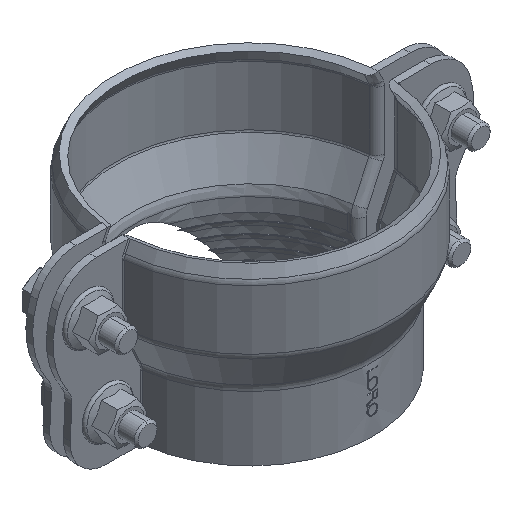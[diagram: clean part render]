
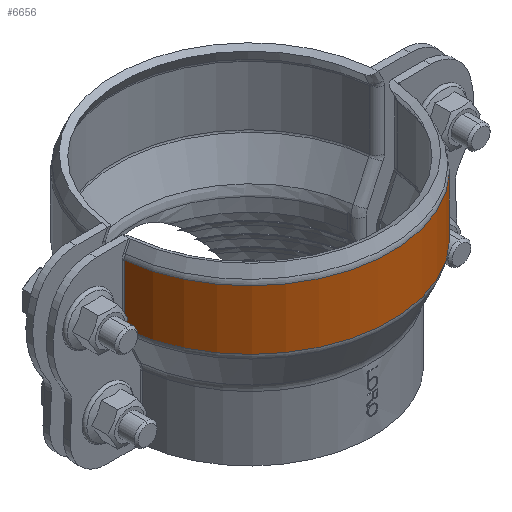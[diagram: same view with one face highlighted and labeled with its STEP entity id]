
A CAD part, isometric view. The second image highlights one B-rep face of the part: STEP entity #6656.
In plain terms, the highlighted cylindrical face has radius 620 mm (diameter 1240 mm), a partial arc.
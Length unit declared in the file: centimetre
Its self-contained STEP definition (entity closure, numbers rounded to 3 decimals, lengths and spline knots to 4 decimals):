
#582=FACE_OUTER_BOUND('',#997,.T.);
#997=EDGE_LOOP('',(#4697,#4698,#4699,#4700));
#1449=CIRCLE('',#7123,62.);
#1450=CIRCLE('',#7125,62.);
#1801=LINE('',#11169,#2081);
#1802=LINE('',#11246,#2082);
#2081=VECTOR('',#8002,1.);
#2082=VECTOR('',#8017,1.);
#2782=VERTEX_POINT('',#11153);
#2784=VERTEX_POINT('',#11165);
#2789=VERTEX_POINT('',#11237);
#2790=VERTEX_POINT('',#11244);
#3515=EDGE_CURVE('',#2782,#2784,#1801,.T.);
#3523=EDGE_CURVE('',#2789,#2784,#1449,.T.);
#3525=EDGE_CURVE('',#2790,#2782,#1450,.T.);
#3526=EDGE_CURVE('',#2789,#2790,#1802,.T.);
#4697=ORIENTED_EDGE('',*,*,#3515,.F.);
#4698=ORIENTED_EDGE('',*,*,#3525,.F.);
#4699=ORIENTED_EDGE('',*,*,#3526,.F.);
#4700=ORIENTED_EDGE('',*,*,#3523,.T.);
#6511=CYLINDRICAL_SURFACE('',#7124,62.);
#6656=ADVANCED_FACE('',(#582),#6511,.T.);
#7123=AXIS2_PLACEMENT_3D('',#11238,#8011,#8012);
#7124=AXIS2_PLACEMENT_3D('',#11243,#8013,#8014);
#7125=AXIS2_PLACEMENT_3D('',#11245,#8015,#8016);
#8002=DIRECTION('',(0.,0.,1.));
#8011=DIRECTION('center_axis',(0.,0.,-1.));
#8012=DIRECTION('ref_axis',(1.,0.,0.));
#8013=DIRECTION('center_axis',(0.,0.,-1.));
#8014=DIRECTION('ref_axis',(1.,0.,0.));
#8015=DIRECTION('center_axis',(0.,0.,-1.));
#8016=DIRECTION('ref_axis',(1.,0.,0.));
#8017=DIRECTION('',(0.,0.,-1.));
#11153=CARTESIAN_POINT('',(-61.6638,-6.448,48.1555));
#11165=CARTESIAN_POINT('',(-61.6638,-6.448,74.2655));
#11169=CARTESIAN_POINT('',(-61.6638,-6.448,61.2105));
#11237=CARTESIAN_POINT('',(61.6638,-6.448,74.2655));
#11238=CARTESIAN_POINT('Origin',(0.,0.,74.2655));
#11243=CARTESIAN_POINT('Origin',(0.,0.,61.2105));
#11244=CARTESIAN_POINT('',(61.6638,-6.448,48.1555));
#11245=CARTESIAN_POINT('Origin',(0.,0.,48.1555));
#11246=CARTESIAN_POINT('',(61.6638,-6.448,61.2105));
